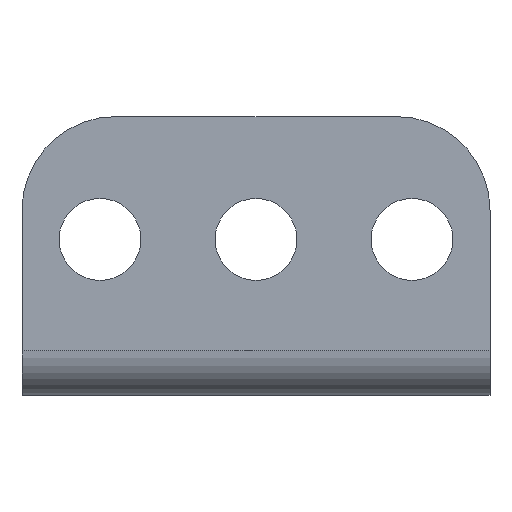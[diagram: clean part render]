
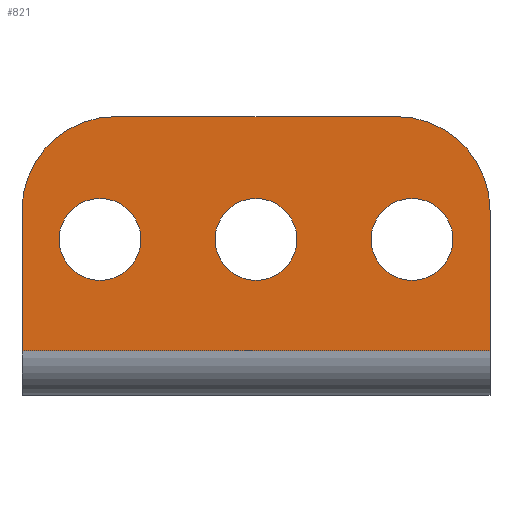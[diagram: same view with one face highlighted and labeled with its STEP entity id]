
A CAD part, front view. The second image highlights one B-rep face of the part: STEP entity #821.
In plain terms, the highlighted planar face has unit normal (0, -1, 0).
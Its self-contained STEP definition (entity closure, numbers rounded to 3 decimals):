
#1 = VECTOR ( 'NONE', #794, 1000. ) ;
#12 = CIRCLE ( 'NONE', #76, 2.1 ) ;
#17 = DIRECTION ( 'NONE',  ( 0., 1., 0. ) ) ;
#19 = ORIENTED_EDGE ( 'NONE', *, *, #556, .T. ) ;
#23 = VERTEX_POINT ( 'NONE', #362 ) ;
#64 = CIRCLE ( 'NONE', #588, 2.1 ) ;
#76 = AXIS2_PLACEMENT_3D ( 'NONE', #531, #233, #110 ) ;
#81 = DIRECTION ( 'NONE',  ( 0., 1., 0. ) ) ;
#94 = ORIENTED_EDGE ( 'NONE', *, *, #537, .T. ) ;
#95 = CARTESIAN_POINT ( 'NONE',  ( 20., -1.6, -4.2 ) ) ;
#96 = DIRECTION ( 'NONE',  ( 0., 1., 0. ) ) ;
#110 = DIRECTION ( 'NONE',  ( 0., 0., 1. ) ) ;
#118 = ORIENTED_EDGE ( 'NONE', *, *, #618, .T. ) ;
#126 = FACE_BOUND ( 'NONE', #470, .T. ) ;
#132 = EDGE_CURVE ( 'NONE', #668, #774, #304, .T. ) ;
#140 = FACE_BOUND ( 'NONE', #693, .T. ) ;
#145 = CARTESIAN_POINT ( 'NONE',  ( 0., -1.6, 0. ) ) ;
#149 = ORIENTED_EDGE ( 'NONE', *, *, #602, .F. ) ;
#161 = EDGE_CURVE ( 'NONE', #374, #809, #605, .T. ) ;
#182 = VECTOR ( 'NONE', #336, 1000. ) ;
#191 = EDGE_CURVE ( 'NONE', #846, #23, #12, .T. ) ;
#232 = LINE ( 'NONE', #308, #1 ) ;
#233 = DIRECTION ( 'NONE',  ( 0., 1., 0. ) ) ;
#251 = EDGE_CURVE ( 'NONE', #725, #385, #737, .T. ) ;
#261 = CARTESIAN_POINT ( 'NONE',  ( 24., -1.6, 0. ) ) ;
#263 = CIRCLE ( 'NONE', #367, 4.8 ) ;
#270 = CARTESIAN_POINT ( 'NONE',  ( 24., -1.6, -12. ) ) ;
#278 = AXIS2_PLACEMENT_3D ( 'NONE', #523, #298, #508 ) ;
#287 = ORIENTED_EDGE ( 'NONE', *, *, #161, .F. ) ;
#289 = CARTESIAN_POINT ( 'NONE',  ( 4., -1.6, -8.4 ) ) ;
#294 = AXIS2_PLACEMENT_3D ( 'NONE', #576, #421, #360 ) ;
#298 = DIRECTION ( 'NONE',  ( 0., 1., 0. ) ) ;
#303 = DIRECTION ( 'NONE',  ( 0., 0., 1. ) ) ;
#304 = CIRCLE ( 'NONE', #354, 2.1 ) ;
#306 = CARTESIAN_POINT ( 'NONE',  ( 12., -1.6, -6.3 ) ) ;
#308 = CARTESIAN_POINT ( 'NONE',  ( 0., -1.6, -12. ) ) ;
#324 = CARTESIAN_POINT ( 'NONE',  ( 20., -1.6, -6.3 ) ) ;
#328 = ORIENTED_EDGE ( 'NONE', *, *, #132, .T. ) ;
#336 = DIRECTION ( 'NONE',  ( 1., 0., 0. ) ) ;
#353 = EDGE_CURVE ( 'NONE', #809, #725, #263, .T. ) ;
#354 = AXIS2_PLACEMENT_3D ( 'NONE', #742, #96, #754 ) ;
#360 = DIRECTION ( 'NONE',  ( 0., 0., -1. ) ) ;
#362 = CARTESIAN_POINT ( 'NONE',  ( 4., -1.6, -4.2 ) ) ;
#367 = AXIS2_PLACEMENT_3D ( 'NONE', #538, #469, #401 ) ;
#373 = DIRECTION ( 'NONE',  ( 0., 0., 1. ) ) ;
#374 = VERTEX_POINT ( 'NONE', #499 ) ;
#385 = VERTEX_POINT ( 'NONE', #270 ) ;
#389 = CARTESIAN_POINT ( 'NONE',  ( 0., -1.6, 0. ) ) ;
#401 = DIRECTION ( 'NONE',  ( 0., 0., 1. ) ) ;
#405 = EDGE_CURVE ( 'NONE', #851, #861, #782, .T. ) ;
#418 = CIRCLE ( 'NONE', #548, 2.1 ) ;
#420 = AXIS2_PLACEMENT_3D ( 'NONE', #324, #609, #604 ) ;
#421 = DIRECTION ( 'NONE',  ( 0., -1., 0. ) ) ;
#434 = CIRCLE ( 'NONE', #420, 2.1 ) ;
#442 = CARTESIAN_POINT ( 'NONE',  ( 20., -1.6, -6.3 ) ) ;
#469 = DIRECTION ( 'NONE',  ( 0., 1., 0. ) ) ;
#470 = EDGE_LOOP ( 'NONE', ( #19, #770 ) ) ;
#473 = VECTOR ( 'NONE', #773, 1000. ) ;
#499 = CARTESIAN_POINT ( 'NONE',  ( 4.8, -1.6, 0. ) ) ;
#502 = CARTESIAN_POINT ( 'NONE',  ( 20., -1.6, -8.4 ) ) ;
#508 = DIRECTION ( 'NONE',  ( 0., 0., 1. ) ) ;
#523 = CARTESIAN_POINT ( 'NONE',  ( 4., -1.6, -6.3 ) ) ;
#527 = CIRCLE ( 'NONE', #278, 2.1 ) ;
#531 = CARTESIAN_POINT ( 'NONE',  ( 4., -1.6, -6.3 ) ) ;
#537 = EDGE_CURVE ( 'NONE', #774, #668, #418, .T. ) ;
#538 = CARTESIAN_POINT ( 'NONE',  ( 19.2, -1.6, -4.8 ) ) ;
#541 = EDGE_CURVE ( 'NONE', #851, #385, #232, .T. ) ;
#548 = AXIS2_PLACEMENT_3D ( 'NONE', #306, #17, #658 ) ;
#556 = EDGE_CURVE ( 'NONE', #23, #846, #527, .T. ) ;
#573 = FACE_BOUND ( 'NONE', #918, .T. ) ;
#576 = CARTESIAN_POINT ( 'NONE',  ( 0., -1.6, 0. ) ) ;
#578 = AXIS2_PLACEMENT_3D ( 'NONE', #721, #81, #373 ) ;
#588 = AXIS2_PLACEMENT_3D ( 'NONE', #442, #858, #303 ) ;
#602 = EDGE_CURVE ( 'NONE', #861, #374, #707, .T. ) ;
#604 = DIRECTION ( 'NONE',  ( 0., 0., 1. ) ) ;
#605 = LINE ( 'NONE', #389, #182 ) ;
#609 = DIRECTION ( 'NONE',  ( 0., 1., 0. ) ) ;
#618 = EDGE_CURVE ( 'NONE', #706, #784, #434, .T. ) ;
#638 = ORIENTED_EDGE ( 'NONE', *, *, #405, .F. ) ;
#652 = ORIENTED_EDGE ( 'NONE', *, *, #353, .F. ) ;
#658 = DIRECTION ( 'NONE',  ( 0., 0., 1. ) ) ;
#668 = VERTEX_POINT ( 'NONE', #816 ) ;
#678 = CARTESIAN_POINT ( 'NONE',  ( 24., -1.6, -4.8 ) ) ;
#690 = PLANE ( 'NONE',  #294 ) ;
#693 = EDGE_LOOP ( 'NONE', ( #118, #814 ) ) ;
#706 = VERTEX_POINT ( 'NONE', #95 ) ;
#707 = CIRCLE ( 'NONE', #578, 4.8 ) ;
#715 = EDGE_LOOP ( 'NONE', ( #922, #652, #287, #149, #638, #801 ) ) ;
#721 = CARTESIAN_POINT ( 'NONE',  ( 4.8, -1.6, -4.8 ) ) ;
#725 = VERTEX_POINT ( 'NONE', #678 ) ;
#737 = LINE ( 'NONE', #261, #897 ) ;
#742 = CARTESIAN_POINT ( 'NONE',  ( 12., -1.6, -6.3 ) ) ;
#750 = DIRECTION ( 'NONE',  ( 0., 0., -1. ) ) ;
#754 = DIRECTION ( 'NONE',  ( 0., 0., 1. ) ) ;
#762 = FACE_OUTER_BOUND ( 'NONE', #715, .T. ) ;
#767 = CARTESIAN_POINT ( 'NONE',  ( 0., -1.6, -4.8 ) ) ;
#770 = ORIENTED_EDGE ( 'NONE', *, *, #191, .T. ) ;
#773 = DIRECTION ( 'NONE',  ( 0., 0., 1. ) ) ;
#774 = VERTEX_POINT ( 'NONE', #905 ) ;
#782 = LINE ( 'NONE', #145, #473 ) ;
#784 = VERTEX_POINT ( 'NONE', #502 ) ;
#794 = DIRECTION ( 'NONE',  ( 1., 0., 0. ) ) ;
#801 = ORIENTED_EDGE ( 'NONE', *, *, #541, .T. ) ;
#809 = VERTEX_POINT ( 'NONE', #911 ) ;
#814 = ORIENTED_EDGE ( 'NONE', *, *, #906, .T. ) ;
#816 = CARTESIAN_POINT ( 'NONE',  ( 12., -1.6, -8.4 ) ) ;
#821 = ADVANCED_FACE ( 'NONE', ( #762, #126, #573, #140 ), #690, .T. ) ;
#837 = CARTESIAN_POINT ( 'NONE',  ( 0., -1.6, -12. ) ) ;
#846 = VERTEX_POINT ( 'NONE', #289 ) ;
#851 = VERTEX_POINT ( 'NONE', #837 ) ;
#858 = DIRECTION ( 'NONE',  ( 0., 1., 0. ) ) ;
#861 = VERTEX_POINT ( 'NONE', #767 ) ;
#897 = VECTOR ( 'NONE', #750, 1000. ) ;
#905 = CARTESIAN_POINT ( 'NONE',  ( 12., -1.6, -4.2 ) ) ;
#906 = EDGE_CURVE ( 'NONE', #784, #706, #64, .T. ) ;
#911 = CARTESIAN_POINT ( 'NONE',  ( 19.2, -1.6, 0. ) ) ;
#918 = EDGE_LOOP ( 'NONE', ( #94, #328 ) ) ;
#922 = ORIENTED_EDGE ( 'NONE', *, *, #251, .F. ) ;
